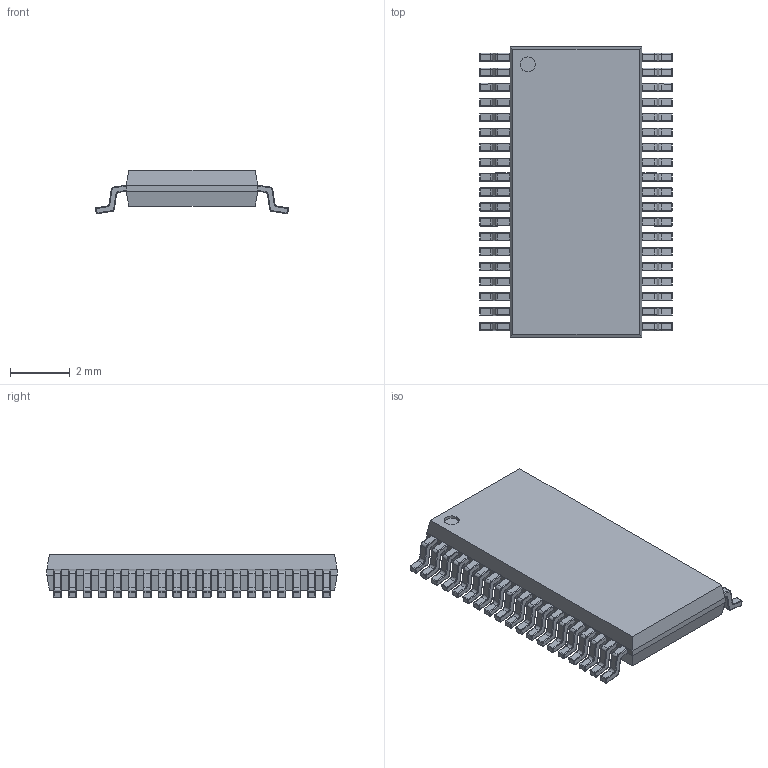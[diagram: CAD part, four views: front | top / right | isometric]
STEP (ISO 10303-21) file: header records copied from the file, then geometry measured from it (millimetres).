
FILE_DESCRIPTION(('FreeCAD Model'),'2;1');
FILE_NAME('User Library-HTSSOP38 (R-PDSO-G38)-1.step','2018-10-15T14:26:51',('kicad StepUp'),('ksu MCAD') ,'Open CASCADE STEP processor 6.8','FreeCAD','Unknown');
FILE_SCHEMA(('AUTOMOTIVE_DESIGN_CC2 { 1 2 10303 214 -1 1 5 4 }'));
Products named in the file (1): User_Library-HTSSOP38_(R-PDSO-G38)-1
Bounding box: 6.45 x 9.7 x 1.45 mm (x, y, z)
Volume: 53.1 mm3; surface area: 166.6 mm2
Topology: 1 solids, 1 shells, 1822 faces, 4385 edges, 2414 vertices
Faces by surface type: cylinder 857, torus 456, plane 357, sphere 152
Entity records: 66034 total; most frequent: CARTESIAN_POINT 10978, DIRECTION 9821, ORIENTED_EDGE 8466, EDGE_CURVE 4233, AXIS2_PLACEMENT_3D 3993, VERTEX_POINT 2414, CIRCLE 2170, LINE 1835
